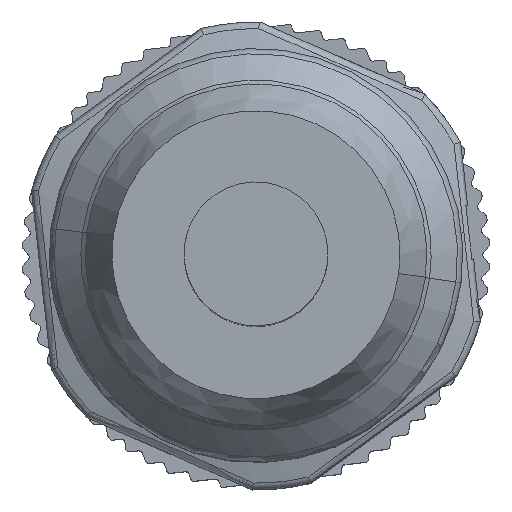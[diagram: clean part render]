
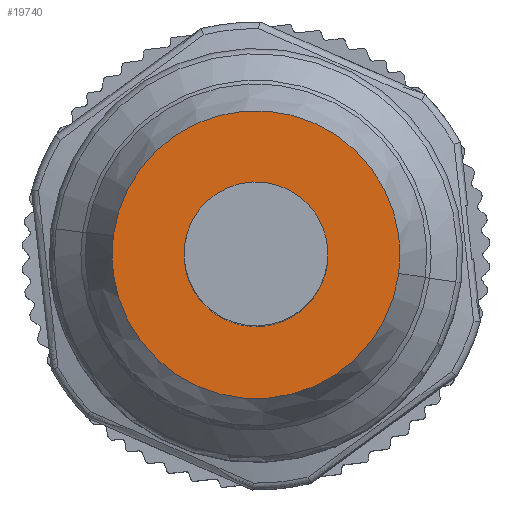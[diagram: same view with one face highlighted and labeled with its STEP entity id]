
A CAD part, top view. The second image highlights one B-rep face of the part: STEP entity #19740.
In plain terms, the highlighted planar face has unit normal (0, 0, 1).
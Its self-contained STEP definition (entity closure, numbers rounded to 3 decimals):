
#19674=AXIS2_PLACEMENT_3D('Plane Axis2P3D',#19671,#19672,#19673) ;
#19558=CARTESIAN_POINT('Vertex',(20.92,11.95,53.3)) ;
#19562=CARTESIAN_POINT('Control Point',(20.92,11.95,53.3)) ;
#19563=CARTESIAN_POINT('Control Point',(20.755,10.704,53.3)) ;
#19564=CARTESIAN_POINT('Control Point',(20.345,9.491,53.3)) ;
#19565=CARTESIAN_POINT('Control Point',(19.699,8.374,53.3)) ;
#19566=CARTESIAN_POINT('Control Point',(18.004,6.454,53.3)) ;
#19567=CARTESIAN_POINT('Control Point',(15.709,5.317,53.3)) ;
#19568=CARTESIAN_POINT('Control Point',(14.463,4.984,53.3)) ;
#19569=CARTESIAN_POINT('Control Point',(11.906,4.825,53.3)) ;
#19570=CARTESIAN_POINT('Control Point',(9.48,5.644,53.3)) ;
#19571=CARTESIAN_POINT('Control Point',(8.363,6.29,53.3)) ;
#19572=CARTESIAN_POINT('Control Point',(6.443,7.985,53.3)) ;
#19573=CARTESIAN_POINT('Control Point',(5.306,10.28,53.3)) ;
#19574=CARTESIAN_POINT('Control Point',(4.973,11.526,53.3)) ;
#19575=CARTESIAN_POINT('Control Point',(4.893,12.804,53.3)) ;
#19576=CARTESIAN_POINT('Control Point',(5.058,14.05,53.3)) ;
#19577=CARTESIAN_POINT('Vertex',(5.058,14.05,53.3)) ;
#19594=CARTESIAN_POINT('Control Point',(5.058,14.05,53.3)) ;
#19595=CARTESIAN_POINT('Control Point',(5.223,15.296,53.3)) ;
#19596=CARTESIAN_POINT('Control Point',(5.633,16.509,53.3)) ;
#19597=CARTESIAN_POINT('Control Point',(6.279,17.626,53.3)) ;
#19598=CARTESIAN_POINT('Control Point',(7.974,19.546,53.3)) ;
#19599=CARTESIAN_POINT('Control Point',(10.269,20.683,53.3)) ;
#19600=CARTESIAN_POINT('Control Point',(11.515,21.016,53.3)) ;
#19601=CARTESIAN_POINT('Control Point',(14.072,21.175,53.3)) ;
#19602=CARTESIAN_POINT('Control Point',(16.498,20.356,53.3)) ;
#19603=CARTESIAN_POINT('Control Point',(17.615,19.71,53.3)) ;
#19604=CARTESIAN_POINT('Control Point',(19.535,18.015,53.3)) ;
#19605=CARTESIAN_POINT('Control Point',(20.672,15.72,53.3)) ;
#19606=CARTESIAN_POINT('Control Point',(21.005,14.474,53.3)) ;
#19607=CARTESIAN_POINT('Control Point',(21.085,13.196,53.3)) ;
#19608=CARTESIAN_POINT('Control Point',(20.92,11.95,53.3)) ;
#19671=CARTESIAN_POINT('Axis2P3D Location',(12.989,13.,53.3)) ;
#19681=CARTESIAN_POINT('Control Point',(9.024,13.525,53.3)) ;
#19682=CARTESIAN_POINT('Control Point',(9.075,13.914,53.3)) ;
#19683=CARTESIAN_POINT('Control Point',(9.174,14.296,53.3)) ;
#19684=CARTESIAN_POINT('Control Point',(9.32,14.664,53.3)) ;
#19685=CARTESIAN_POINT('Control Point',(9.698,15.357,53.3)) ;
#19686=CARTESIAN_POINT('Control Point',(10.233,15.938,53.3)) ;
#19687=CARTESIAN_POINT('Control Point',(10.534,16.195,53.3)) ;
#19688=CARTESIAN_POINT('Control Point',(11.194,16.628,53.3)) ;
#19689=CARTESIAN_POINT('Control Point',(11.939,16.89,53.3)) ;
#19690=CARTESIAN_POINT('Control Point',(12.326,16.974,53.3)) ;
#19691=CARTESIAN_POINT('Control Point',(13.113,17.046,53.3)) ;
#19692=CARTESIAN_POINT('Control Point',(13.893,16.926,53.3)) ;
#19693=CARTESIAN_POINT('Control Point',(14.274,16.819,53.3)) ;
#19694=CARTESIAN_POINT('Control Point',(15.002,16.512,53.3)) ;
#19695=CARTESIAN_POINT('Control Point',(15.634,16.039,53.3)) ;
#19696=CARTESIAN_POINT('Control Point',(15.92,15.765,53.3)) ;
#19697=CARTESIAN_POINT('Control Point',(16.418,15.152,53.3)) ;
#19698=CARTESIAN_POINT('Control Point',(16.753,14.437,53.3)) ;
#19699=CARTESIAN_POINT('Control Point',(16.876,14.06,53.3)) ;
#19700=CARTESIAN_POINT('Control Point',(16.983,13.513,53.3)) ;
#19701=CARTESIAN_POINT('Control Point',(16.994,12.959,53.3)) ;
#19702=CARTESIAN_POINT('Control Point',(16.989,12.796,53.3)) ;
#19703=CARTESIAN_POINT('Control Point',(16.976,12.635,53.3)) ;
#19704=CARTESIAN_POINT('Control Point',(16.954,12.475,53.3)) ;
#19705=CARTESIAN_POINT('Vertex',(9.024,13.525,53.3)) ;
#19707=CARTESIAN_POINT('Vertex',(16.954,12.475,53.3)) ;
#19711=CARTESIAN_POINT('Control Point',(16.954,12.475,53.3)) ;
#19712=CARTESIAN_POINT('Control Point',(16.903,12.086,53.3)) ;
#19713=CARTESIAN_POINT('Control Point',(16.804,11.704,53.3)) ;
#19714=CARTESIAN_POINT('Control Point',(16.658,11.336,53.3)) ;
#19715=CARTESIAN_POINT('Control Point',(16.28,10.643,53.3)) ;
#19716=CARTESIAN_POINT('Control Point',(15.745,10.062,53.3)) ;
#19717=CARTESIAN_POINT('Control Point',(15.444,9.805,53.3)) ;
#19718=CARTESIAN_POINT('Control Point',(14.784,9.372,53.3)) ;
#19719=CARTESIAN_POINT('Control Point',(14.039,9.11,53.3)) ;
#19720=CARTESIAN_POINT('Control Point',(13.652,9.026,53.3)) ;
#19721=CARTESIAN_POINT('Control Point',(12.865,8.954,53.3)) ;
#19722=CARTESIAN_POINT('Control Point',(12.085,9.074,53.3)) ;
#19723=CARTESIAN_POINT('Control Point',(11.704,9.181,53.3)) ;
#19724=CARTESIAN_POINT('Control Point',(10.976,9.488,53.3)) ;
#19725=CARTESIAN_POINT('Control Point',(10.344,9.961,53.3)) ;
#19726=CARTESIAN_POINT('Control Point',(10.058,10.235,53.3)) ;
#19727=CARTESIAN_POINT('Control Point',(9.56,10.848,53.3)) ;
#19728=CARTESIAN_POINT('Control Point',(9.225,11.563,53.3)) ;
#19729=CARTESIAN_POINT('Control Point',(9.102,11.94,53.3)) ;
#19730=CARTESIAN_POINT('Control Point',(8.995,12.487,53.3)) ;
#19731=CARTESIAN_POINT('Control Point',(8.984,13.041,53.3)) ;
#19732=CARTESIAN_POINT('Control Point',(8.989,13.204,53.3)) ;
#19733=CARTESIAN_POINT('Control Point',(9.002,13.365,53.3)) ;
#19734=CARTESIAN_POINT('Control Point',(9.024,13.525,53.3)) ;
#19672=DIRECTION('Axis2P3D Direction',(0.,0.,1.)) ;
#19673=DIRECTION('Axis2P3D XDirection',(-0.991,0.131,0.)) ;
#19677=ORIENTED_EDGE('',*,*,#19579,.T.) ;
#19678=ORIENTED_EDGE('',*,*,#19609,.T.) ;
#19737=ORIENTED_EDGE('',*,*,#19709,.T.) ;
#19738=ORIENTED_EDGE('',*,*,#19735,.T.) ;
#19739=FACE_BOUND('',#19736,.T.) ;
#19740=ADVANCED_FACE('Hauptk\X2\00F6\X0\rper',(#19679,#19739),#19675,.T.) ;
#19561=B_SPLINE_CURVE_WITH_KNOTS('',5,(#19562,#19563,#19564,#19565,#19566,#19567,#19568,#19569,#19570,#19571,#19572,#19573,#19574,#19575,#19576),.UNSPECIFIED.,.F.,.U.,(6,3,3,3,6),(-157.08,-78.54,0.,78.54,157.08),.UNSPECIFIED.) ;
#19593=B_SPLINE_CURVE_WITH_KNOTS('',5,(#19594,#19595,#19596,#19597,#19598,#19599,#19600,#19601,#19602,#19603,#19604,#19605,#19606,#19607,#19608),.UNSPECIFIED.,.F.,.U.,(6,3,3,3,6),(-157.08,-78.54,0.,78.54,157.08),.UNSPECIFIED.) ;
#19680=B_SPLINE_CURVE_WITH_KNOTS('',5,(#19681,#19682,#19683,#19684,#19685,#19686,#19687,#19688,#19689,#19690,#19691,#19692,#19693,#19694,#19695,#19696,#19697,#19698,#19699,#19700,#19701,#19702,#19703,#19704),.UNSPECIFIED.,.F.,.U.,(6,3,3,3,3,3,3,6),(0.,2.778,5.556,8.334,11.111,13.889,16.667,17.812),.UNSPECIFIED.) ;
#19710=B_SPLINE_CURVE_WITH_KNOTS('',5,(#19711,#19712,#19713,#19714,#19715,#19716,#19717,#19718,#19719,#19720,#19721,#19722,#19723,#19724,#19725,#19726,#19727,#19728,#19729,#19730,#19731,#19732,#19733,#19734),.UNSPECIFIED.,.F.,.U.,(6,3,3,3,3,3,3,6),(0.,2.778,5.556,8.334,11.111,13.889,16.667,17.812),.UNSPECIFIED.) ;
#19579=EDGE_CURVE('',#19578,#19559,#19561,.F.) ;
#19609=EDGE_CURVE('',#19559,#19578,#19593,.F.) ;
#19709=EDGE_CURVE('',#19706,#19708,#19680,.T.) ;
#19735=EDGE_CURVE('',#19708,#19706,#19710,.T.) ;
#19676=EDGE_LOOP('',(#19677,#19678)) ;
#19736=EDGE_LOOP('',(#19737,#19738)) ;
#19679=FACE_OUTER_BOUND('',#19676,.T.) ;
#19675=PLANE('',#19674) ;
#19559=VERTEX_POINT('',#19558) ;
#19578=VERTEX_POINT('',#19577) ;
#19706=VERTEX_POINT('',#19705) ;
#19708=VERTEX_POINT('',#19707) ;
